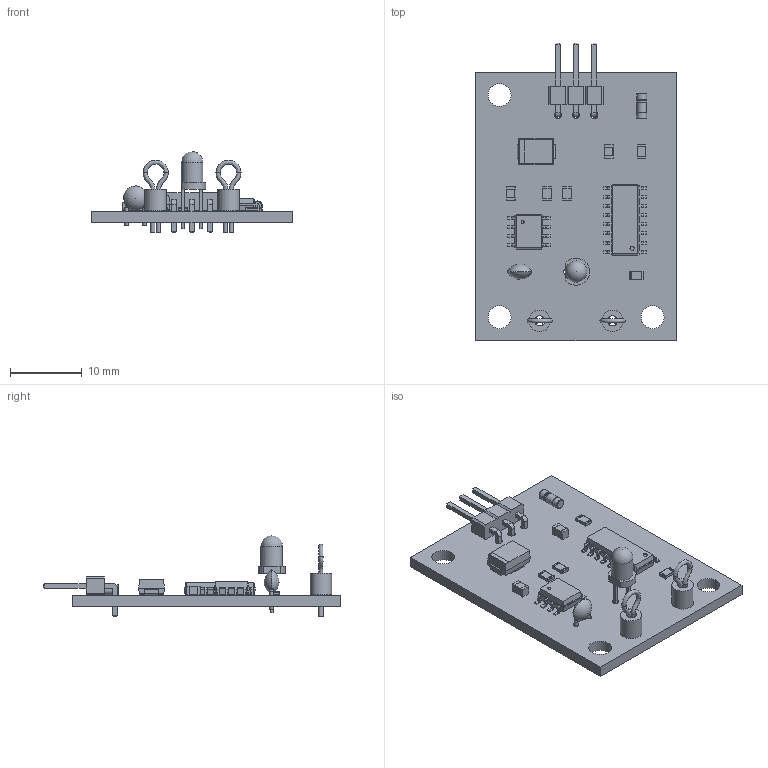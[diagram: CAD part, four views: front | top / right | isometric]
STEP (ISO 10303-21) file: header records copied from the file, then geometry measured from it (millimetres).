
FILE_DESCRIPTION(('KiCad electronic assembly'),'2;1');
FILE_NAME('Liquid-Sensor-Zisterne.step','2024-11-01T09:53:09',('Pcbnew') ,('Kicad'),'Open CASCADE STEP processor 7.7','KiCad to STEP converter' ,'Unknown');
FILE_SCHEMA(('AUTOMOTIVE_DESIGN { 1 0 10303 214 1 1 1 1 }'));
Length unit declared in the file: millimetre
Products named in the file (22): Liquid-Sensor-Zisterne 1; R_0805_2012Metric; D_MiniMELF; D_MiniMELF_Standard; TestPoint_Loop_D3.50mm_Drill1.4mm_Beaded; TestPoint_Loop_D3_50mm_Drill1_4mm_Beaded_cp; C_0805_2012Metric; D_SMB; PinHeader_1x03_P2.54mm_Horizontal; PinHeader_1x03_P254mm_Horizontal; LED_D3.0mm; SOIC-16_3.9x9.9mm_P1.27mm; SOIC_16_39x99mm_P127mm; C_Disc_D3.4mm_W2.1mm_P2.50mm; C_Disc_D34mm_W21mm_P250mm; SO-8_3.9x4.9mm_P1.27mm; CQ assembly; _autosave-Liquid-Sensor-Zisterne_PCB
Assembly tree (26 placements, depth 3):
  Liquid-Sensor-Zisterne 1
    R_0805_2012Metric  x4
      R_0805_2012Metric
    D_MiniMELF
      D_MiniMELF_Standard
    TestPoint_Loop_D3.50mm_Drill1.4mm_Beaded  x2
      TestPoint_Loop_D3_50mm_Drill1_4mm_Beaded_cp
    C_0805_2012Metric  x2
      C_0805_2012Metric
    D_SMB
      D_SMB
    PinHeader_1x03_P2.54mm_Horizontal
      PinHeader_1x03_P254mm_Horizontal
    LED_D3.0mm
      LED_D3.0mm
    SOIC-16_3.9x9.9mm_P1.27mm
      SOIC_16_39x99mm_P127mm
    C_Disc_D3.4mm_W2.1mm_P2.50mm
      C_Disc_D34mm_W21mm_P250mm
    SO-8_3.9x4.9mm_P1.27mm
      CQ assembly
    _autosave-Liquid-Sensor-Zisterne_PCB
Bounding box: 28 x 41.53 x 11.3 mm (x, y, z)
Volume: 1933.5 mm3; surface area: 3212.5 mm2
Topology: 27 solids, 27 shells, 844 faces, 2129 edges, 1355 vertices
Faces by surface type: plane 568, cylinder 193, bspline 70, revolution 8, sphere 3, extrusion 2
Full cylindrical faces by diameter (mm): 0.4 x2, 0.5 x2, 0.6 x3, 0.8 x2, 0.9 x2, 1 x3, 1.35 x2, 1.4 x7, 3 x3, 3.2 x3
Entity records: 26489 total; most frequent: CARTESIAN_POINT 5118, ORIENTED_EDGE 3670, DIRECTION 3442, EDGE_CURVE 1835, VECTOR 1417, LINE 1416, VERTEX_POINT 1166, AXIS2_PLACEMENT_3D 1009
